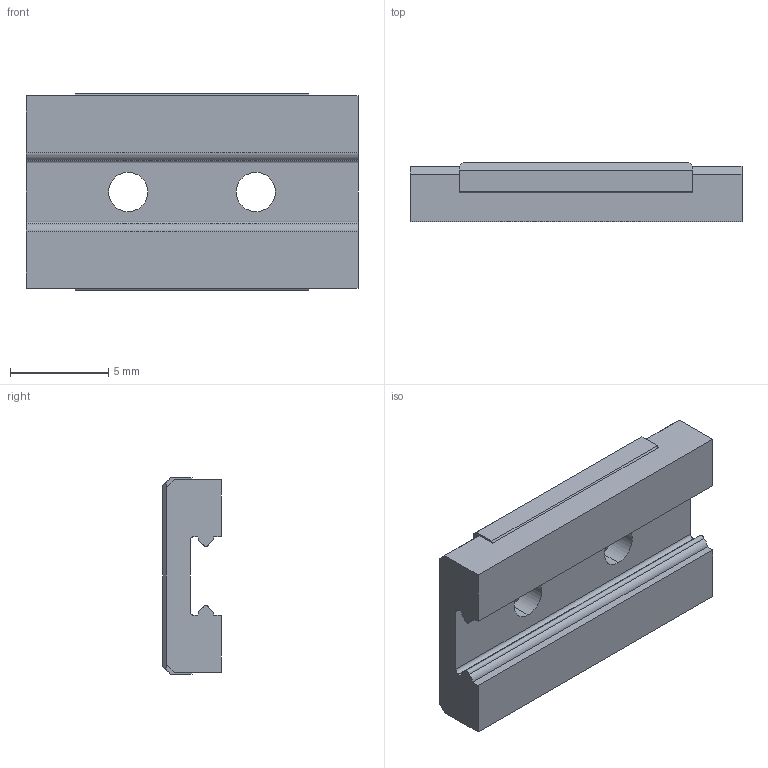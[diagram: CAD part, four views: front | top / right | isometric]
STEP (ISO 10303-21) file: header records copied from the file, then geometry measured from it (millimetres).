
FILE_DESCRIPTION (( 'STEP AP203' ), '1' );
FILE_NAME ('2WL-SS-block.STEP', '2011-08-23T05:55:35', ( 'wgz02' ), ( '' ), 'SwSTEP 2.0', 'SolidWorks 2010', '' );
FILE_SCHEMA (( 'CONFIG_CONTROL_DESIGN' ));
Length unit declared in the file: millimetre
Products named in the file (1): 2WL-SS-block
Bounding box: 16.9 x 3 x 10 mm (x, y, z)
Volume: 380 mm3; surface area: 546.1 mm2
Topology: 1 solids, 1 shells, 47 faces, 127 edges, 82 vertices
Faces by surface type: plane 30, cylinder 13, cone 4
Entity records: 1552 total; most frequent: CARTESIAN_POINT 257, ORIENTED_EDGE 254, DIRECTION 253, EDGE_CURVE 127, VECTOR 97, LINE 97, VERTEX_POINT 82, AXIS2_PLACEMENT_3D 78
